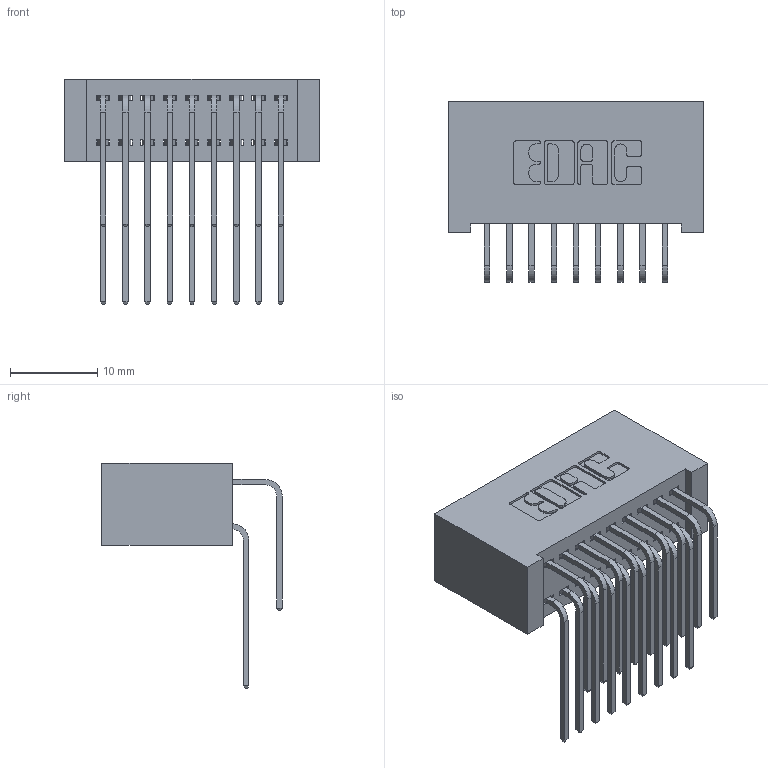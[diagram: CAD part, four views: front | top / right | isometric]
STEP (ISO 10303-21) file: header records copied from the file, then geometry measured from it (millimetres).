
FILE_DESCRIPTION (( 'STEP AP203' ), '1' );
FILE_NAME ('342-018-559-201.STEP', '2019-10-01T20:20:18', ( '' ), ( '' ), 'SwSTEP 2.0', 'SolidWorks 2016', '' );
FILE_SCHEMA (( 'CONFIG_CONTROL_DESIGN' ));
Length unit declared in the file: inch
Products named in the file (4): 342-018-559-201; 342 Part_Lugless; 345-292-001_558 559 Tail - 1; 345-292-001_559 Tail - 2
Assembly tree (19 placements, depth 2):
  342-018-559-201
    342 Part_Lugless
    345-292-001_558 559 Tail - 1  x9
    345-292-001_559 Tail - 2  x9
Bounding box: 29.11 x 20.64 x 25.78 mm (x, y, z)
Volume: 3002.5 mm3; surface area: 4990.2 mm2
Topology: 19 solids, 19 shells, 1074 faces, 3173 edges, 2090 vertices
Faces by surface type: plane 746, cylinder 328
Entity records: 11433 total; most frequent: CARTESIAN_POINT 1981, ORIENTED_EDGE 1866, DIRECTION 1725, EDGE_CURVE 933, LINE 773, VECTOR 773, VERTEX_POINT 618, AXIS2_PLACEMENT_3D 476
